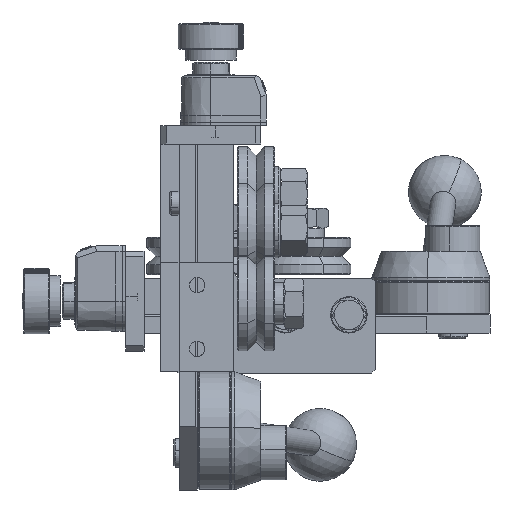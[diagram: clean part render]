
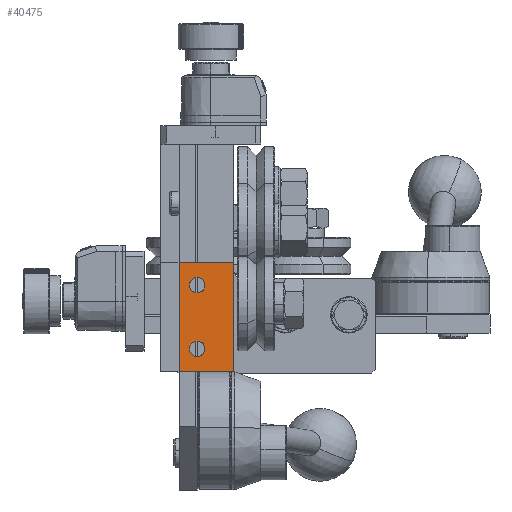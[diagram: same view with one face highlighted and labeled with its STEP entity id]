
A CAD part, left-side view. The second image highlights one B-rep face of the part: STEP entity #40475.
In plain terms, the highlighted planar face has unit normal (-1, 0, 0).
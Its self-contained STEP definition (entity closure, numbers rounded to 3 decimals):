
#642 = EDGE_CURVE ( 'NONE', #9225, #19848, #1977, .T. ) ;
#1088 = EDGE_CURVE ( 'NONE', #33471, #16059, #20680, .T. ) ;
#1402 = EDGE_LOOP ( 'NONE', ( #43732, #48347 ) ) ;
#1977 = CIRCLE ( 'NONE', #34927, 4.25 ) ;
#2992 = CARTESIAN_POINT ( 'NONE',  ( -323., 45.8, -11.2 ) ) ;
#3620 = CARTESIAN_POINT ( 'NONE',  ( -323., 65.8, 1.3 ) ) ;
#4290 = CARTESIAN_POINT ( 'NONE',  ( -323., 65.8, 1.3 ) ) ;
#8613 = CARTESIAN_POINT ( 'NONE',  ( -323., 65.8, 36.3 ) ) ;
#9225 = VERTEX_POINT ( 'NONE', #40300 ) ;
#11217 = EDGE_CURVE ( 'NONE', #17243, #12939, #28414, .T. ) ;
#11496 = CARTESIAN_POINT ( 'NONE',  ( -323., 75.8, -11.2 ) ) ;
#12085 = ORIENTED_EDGE ( 'NONE', *, *, #1088, .F. ) ;
#12394 = AXIS2_PLACEMENT_3D ( 'NONE', #4290, #12914, #21684 ) ;
#12914 = DIRECTION ( 'NONE',  ( -1., 0., 0. ) ) ;
#12939 = VERTEX_POINT ( 'NONE', #51092 ) ;
#13832 = AXIS2_PLACEMENT_3D ( 'NONE', #8613, #21705, #39102 ) ;
#14163 = LINE ( 'NONE', #46493, #26179 ) ;
#15031 = DIRECTION ( 'NONE',  ( 0., -1., 0. ) ) ;
#16059 = VERTEX_POINT ( 'NONE', #24998 ) ;
#17243 = VERTEX_POINT ( 'NONE', #17938 ) ;
#17345 = ORIENTED_EDGE ( 'NONE', *, *, #36375, .F. ) ;
#17938 = CARTESIAN_POINT ( 'NONE',  ( -323., 75.8, 48.8 ) ) ;
#18850 = ORIENTED_EDGE ( 'NONE', *, *, #11217, .F. ) ;
#19094 = FACE_OUTER_BOUND ( 'NONE', #49790, .T. ) ;
#19346 = CIRCLE ( 'NONE', #13832, 4.25 ) ;
#19585 = CARTESIAN_POINT ( 'NONE',  ( -323., 75.8, 48.8 ) ) ;
#19765 = EDGE_CURVE ( 'NONE', #16059, #33471, #39346, .T. ) ;
#19848 = VERTEX_POINT ( 'NONE', #46481 ) ;
#20680 = CIRCLE ( 'NONE', #12394, 4.25 ) ;
#20999 = CARTESIAN_POINT ( 'NONE',  ( -323., 65.8, 36.3 ) ) ;
#21684 = DIRECTION ( 'NONE',  ( 0., 0., 1. ) ) ;
#21705 = DIRECTION ( 'NONE',  ( -1., 0., 0. ) ) ;
#23343 = DIRECTION ( 'NONE',  ( 0., 0., -1. ) ) ;
#24474 = FACE_BOUND ( 'NONE', #1402, .T. ) ;
#24708 = VERTEX_POINT ( 'NONE', #11496 ) ;
#24998 = CARTESIAN_POINT ( 'NONE',  ( -323., 65.8, -2.95 ) ) ;
#26179 = VECTOR ( 'NONE', #37486, 1000. ) ;
#26238 = AXIS2_PLACEMENT_3D ( 'NONE', #3620, #33538, #42188 ) ;
#28414 = LINE ( 'NONE', #35630, #48510 ) ;
#29201 = EDGE_LOOP ( 'NONE', ( #12085, #42659 ) ) ;
#29232 = ORIENTED_EDGE ( 'NONE', *, *, #46073, .T. ) ;
#30145 = ORIENTED_EDGE ( 'NONE', *, *, #55074, .T. ) ;
#32395 = VERTEX_POINT ( 'NONE', #2992 ) ;
#32882 = DIRECTION ( 'NONE',  ( 0., 0., -1. ) ) ;
#33471 = VERTEX_POINT ( 'NONE', #45058 ) ;
#33538 = DIRECTION ( 'NONE',  ( -1., 0., 0. ) ) ;
#34927 = AXIS2_PLACEMENT_3D ( 'NONE', #20999, #47034, #42535 ) ;
#35630 = CARTESIAN_POINT ( 'NONE',  ( -323., 75.8, 48.8 ) ) ;
#36231 = DIRECTION ( 'NONE',  ( 1., 0., 0. ) ) ;
#36375 = EDGE_CURVE ( 'NONE', #12939, #32395, #44706, .T. ) ;
#37180 = CARTESIAN_POINT ( 'NONE',  ( -323., 75.8, 48.8 ) ) ;
#37328 = VECTOR ( 'NONE', #45144, 1000. ) ;
#37486 = DIRECTION ( 'NONE',  ( 0., -1., 0. ) ) ;
#39102 = DIRECTION ( 'NONE',  ( 0., 0., 1. ) ) ;
#39346 = CIRCLE ( 'NONE', #26238, 4.25 ) ;
#40281 = CARTESIAN_POINT ( 'NONE',  ( -323., 45.8, 48.8 ) ) ;
#40300 = CARTESIAN_POINT ( 'NONE',  ( -323., 65.8, 40.55 ) ) ;
#40475 = ADVANCED_FACE ( 'NONE', ( #24474, #52636, #19094 ), #44859, .F. ) ;
#42188 = DIRECTION ( 'NONE',  ( 0., 0., 1. ) ) ;
#42535 = DIRECTION ( 'NONE',  ( 0., 0., 1. ) ) ;
#42659 = ORIENTED_EDGE ( 'NONE', *, *, #19765, .F. ) ;
#43558 = VECTOR ( 'NONE', #32882, 1000. ) ;
#43732 = ORIENTED_EDGE ( 'NONE', *, *, #642, .F. ) ;
#44706 = LINE ( 'NONE', #40281, #37328 ) ;
#44859 = PLANE ( 'NONE',  #45873 ) ;
#45058 = CARTESIAN_POINT ( 'NONE',  ( -323., 65.8, 5.55 ) ) ;
#45144 = DIRECTION ( 'NONE',  ( 0., 0., -1. ) ) ;
#45873 = AXIS2_PLACEMENT_3D ( 'NONE', #19585, #36231, #23343 ) ;
#46073 = EDGE_CURVE ( 'NONE', #24708, #32395, #14163, .T. ) ;
#46481 = CARTESIAN_POINT ( 'NONE',  ( -323., 65.8, 32.05 ) ) ;
#46493 = CARTESIAN_POINT ( 'NONE',  ( -323., 75.8, -11.2 ) ) ;
#46733 = EDGE_CURVE ( 'NONE', #19848, #9225, #19346, .T. ) ;
#47034 = DIRECTION ( 'NONE',  ( -1., 0., 0. ) ) ;
#48347 = ORIENTED_EDGE ( 'NONE', *, *, #46733, .F. ) ;
#48510 = VECTOR ( 'NONE', #15031, 1000. ) ;
#49790 = EDGE_LOOP ( 'NONE', ( #29232, #17345, #18850, #30145 ) ) ;
#51092 = CARTESIAN_POINT ( 'NONE',  ( -323., 45.8, 48.8 ) ) ;
#52636 = FACE_BOUND ( 'NONE', #29201, .T. ) ;
#54991 = LINE ( 'NONE', #37180, #43558 ) ;
#55074 = EDGE_CURVE ( 'NONE', #17243, #24708, #54991, .T. ) ;
